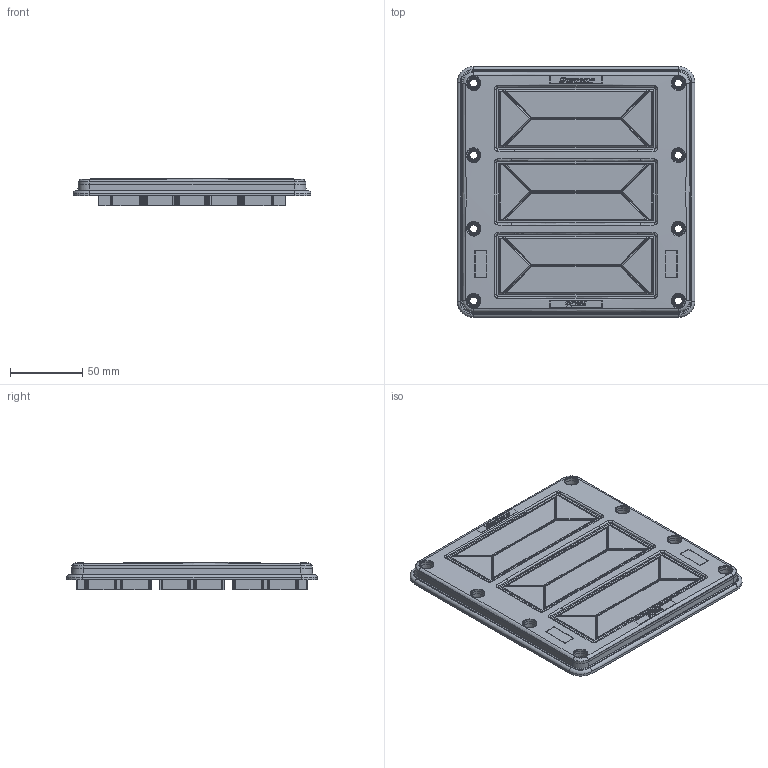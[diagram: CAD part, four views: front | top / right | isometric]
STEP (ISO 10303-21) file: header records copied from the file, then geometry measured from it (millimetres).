
FILE_DESCRIPTION(/* description */ (''),/* implementation_level */ '2;1');
FILE_NAME(/* name */ 'kds-fp_3x10-24_Kunde.stp',/* time_stamp */ '2018-01-29T10:15:35+01:00',/* author */ (''),/* organization */ (''),/* preprocessor_version */ 'ST-DEVELOPER v16',/* originating_system */ 'SIEMENS PLM Software NX 10.0',/* authorisation */ '');
FILE_SCHEMA (('AP203_CONFIGURATION_CONTROLLED_3D_DESIGN_OF_MECHANICAL_PARTS_AND_ASSEMBLIES_MIM_LF { 1 0 10303 403 2 1 2}'));
Products named in the file (1): scho229486ABb0k8
Bounding box: 165 x 174 x 19.4 mm (x, y, z)
Volume: 172629.5 mm3; surface area: 94768.3 mm2
Topology: 1 solids, 63 shells, 2528 faces, 6571 edges, 4256 vertices
Faces by surface type: plane 961, bspline 593, cone 308, cylinder 246, extrusion 186, torus 180, sphere 54
Full cylindrical faces by diameter (mm): 9.423 x8
Entity records: 117598 total; most frequent: CARTESIAN_POINT 61645, ORIENTED_EDGE 12926, DIRECTION 9637, EDGE_CURVE 6463, VERTEX_POINT 4228, AXIS2_PLACEMENT_3D 3632, EDGE_LOOP 2711, ADVANCED_FACE 2528
